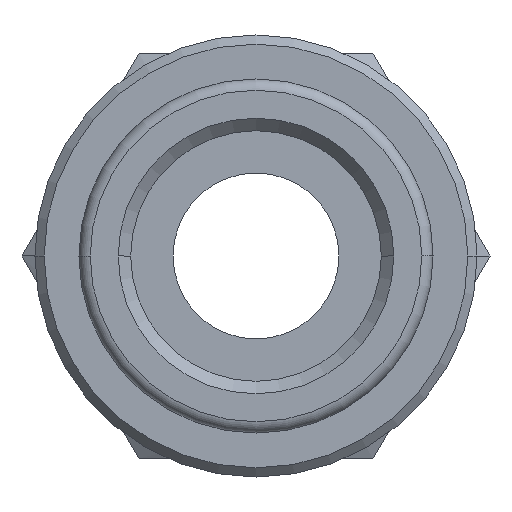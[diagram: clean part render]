
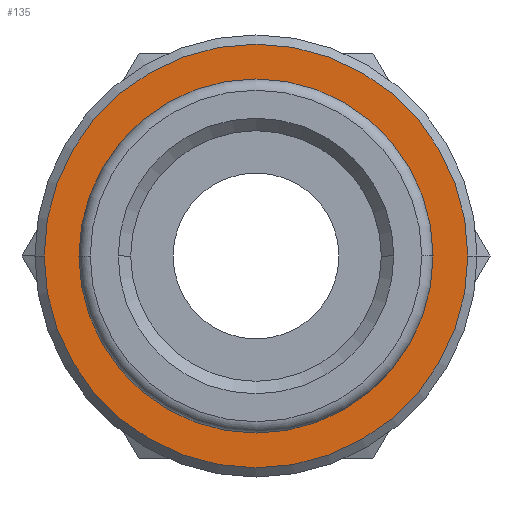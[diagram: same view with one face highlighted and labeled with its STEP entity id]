
A CAD part, front view. The second image highlights one B-rep face of the part: STEP entity #135.
In plain terms, the highlighted planar face has unit normal (0, -1, 0).
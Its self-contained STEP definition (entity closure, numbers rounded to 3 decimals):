
#135=ADVANCED_FACE('',(#313,#314),#315,.T.);
#313=FACE_BOUND('',#534,.T.);
#314=FACE_OUTER_BOUND('',#535,.T.);
#315=PLANE('',#536);
#534=EDGE_LOOP('',(#851,#852));
#535=EDGE_LOOP('',(#853,#854));
#536=AXIS2_PLACEMENT_3D('',#855,#856,#857);
#851=ORIENTED_EDGE('',*,*,#1335,.T.);
#852=ORIENTED_EDGE('',*,*,#1274,.T.);
#853=ORIENTED_EDGE('',*,*,#1256,.F.);
#854=ORIENTED_EDGE('',*,*,#1336,.F.);
#855=CARTESIAN_POINT('',(5.75,3.6,0.0));
#856=DIRECTION('',(0.,-1.0,0.0));
#857=DIRECTION('',(-1.0,0.,0.0));
#1256=EDGE_CURVE('',#1475,#1478,#1479,.T.);
#1274=EDGE_CURVE('',#1504,#1508,#1510,.T.);
#1335=EDGE_CURVE('',#1508,#1504,#1603,.T.);
#1336=EDGE_CURVE('',#1478,#1475,#1604,.T.);
#1475=VERTEX_POINT('',#1834);
#1478=VERTEX_POINT('',#1838);
#1479=CIRCLE('',#1839,11.5);
#1504=VERTEX_POINT('',#1902);
#1508=VERTEX_POINT('',#1907);
#1510=CIRCLE('',#1910,9.0);
#1603=CIRCLE('',#2095,9.0);
#1604=CIRCLE('',#2096,11.5);
#1834=CARTESIAN_POINT('',(11.5,3.6,0.0));
#1838=CARTESIAN_POINT('',(-11.5,3.6,0.));
#1839=AXIS2_PLACEMENT_3D('',#2352,#2353,#2354);
#1902=CARTESIAN_POINT('',(9.0,3.6,0.));
#1907=CARTESIAN_POINT('',(-9.0,3.6,0.));
#1910=AXIS2_PLACEMENT_3D('',#2374,#2375,#2376);
#2095=AXIS2_PLACEMENT_3D('',#2458,#2459,#2460);
#2096=AXIS2_PLACEMENT_3D('',#2461,#2462,#2463);
#2352=CARTESIAN_POINT('',(0.0,3.6,0.0));
#2353=DIRECTION('',(-0.0,1.0,0.0));
#2354=DIRECTION('',(1.0,0.0,0.0));
#2374=CARTESIAN_POINT('',(0.0,3.6,0.0));
#2375=DIRECTION('',(0.,1.0,0.0));
#2376=DIRECTION('',(1.0,0.,0.0));
#2458=CARTESIAN_POINT('',(0.0,3.6,0.0));
#2459=DIRECTION('',(0.,1.0,0.0));
#2460=DIRECTION('',(1.0,0.,0.0));
#2461=CARTESIAN_POINT('',(0.0,3.6,0.0));
#2462=DIRECTION('',(-0.0,1.0,0.0));
#2463=DIRECTION('',(1.0,0.0,0.0));
